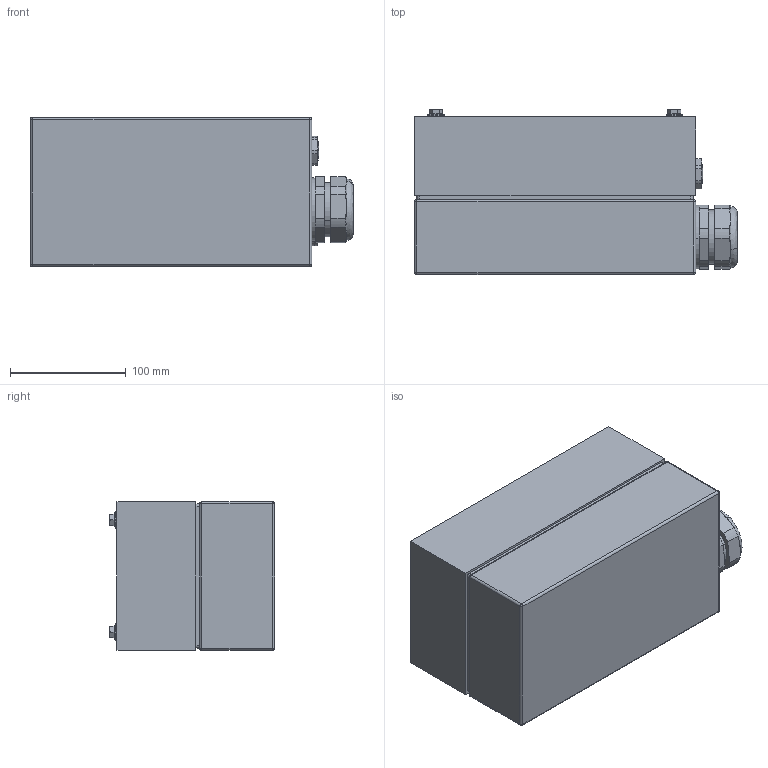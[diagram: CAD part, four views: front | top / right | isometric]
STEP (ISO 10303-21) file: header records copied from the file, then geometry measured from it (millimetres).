
FILE_DESCRIPTION (( 'STEP AP203' ), '1' );
FILE_NAME ('L10-BC.STEP', '2019-08-16T19:26:46', ( '' ), ( '' ), 'SwSTEP 2.0', 'SolidWorks 2018', '' );
FILE_SCHEMA (( 'CONFIG_CONTROL_DESIGN' ));
Length unit declared in the file: inch
Products named in the file (23): M5x1.44 Stud; SM5 + 8NN; PG36-BA; SM6x90 6H; S10x.25+NSP; S10x.5+NSP; SM6+6 BSW; L10-UBody002 (Extended Upper Body); AD4-001; S10x.125+NSP; PG11-ln; M5x.625 Stud; SM4x8 8B; PG11-S; L10-GK001 (L10 Upper Body Gasket); SM5x8 8B; PG11-TPp; VP02-FP1; L10-BC; L10-LBody002 (L10 LOWER BODY); VP02-VP8 (ACRYLIC); SM6 CLINCH NUT; VP02-GK1 (Plain Gasket)
Assembly tree (57 placements, depth 2):
  L10-BC
    L10-UBody002 (Extended Upper Body)
    M5x.625 Stud  x4
    L10-GK001 (L10 Upper Body Gasket)
    VP02-FP1
    VP02-VP8 (ACRYLIC)
    VP02-GK1 (Plain Gasket)
    SM5 + 8NN  x7
    SM6x90 6H  x4
    SM6+6 BSW  x4
    PG11-ln  x2
    PG11-S  x2
    PG11-TPp  x2
    L10-LBody002 (L10 LOWER BODY)
    SM6 CLINCH NUT  x4
    M5x1.44 Stud  x3
    PG36-BA
    S10x.5+NSP  x3
    S10x.125+NSP  x3
    S10x.25+NSP  x3
    AD4-001
    SM4x8 8B  x4
    SM5x8 8B  x4
Bounding box: 278.56 x 142.59 x 128.27 mm (x, y, z)
Volume: 465497 mm3; surface area: 495395 mm2
Topology: 62 solids, 62 shells, 1193 faces, 2866 edges, 1858 vertices
Faces by surface type: plane 547, cylinder 454, bspline 122, cone 46, torus 16, sphere 8
Entity records: 25150 total; most frequent: CARTESIAN_POINT 5087, DIRECTION 3614, ORIENTED_EDGE 3332, EDGE_CURVE 1666, AXIS2_PLACEMENT_3D 1357, VERTEX_POINT 1082, LINE 900, VECTOR 900
